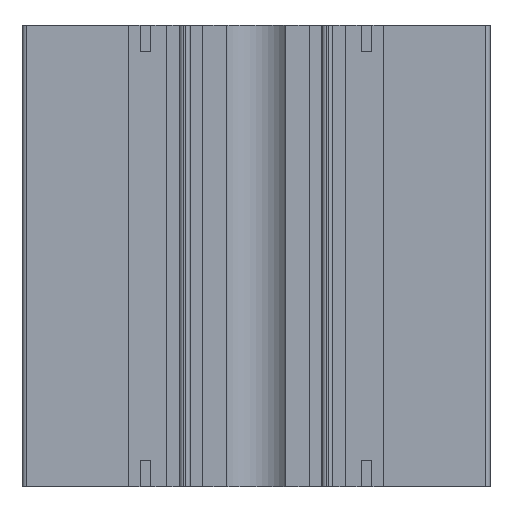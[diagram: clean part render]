
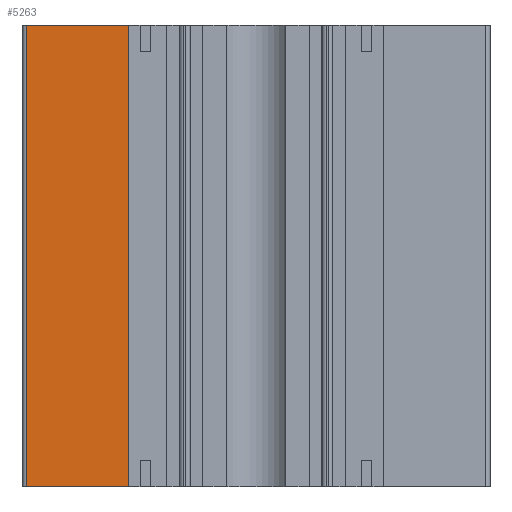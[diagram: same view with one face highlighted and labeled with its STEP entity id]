
A CAD part, front view. The second image highlights one B-rep face of the part: STEP entity #5263.
In plain terms, the highlighted planar face has unit normal (0, -1, 0).
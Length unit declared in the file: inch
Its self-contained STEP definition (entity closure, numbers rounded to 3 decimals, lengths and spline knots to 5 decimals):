
#358=DIRECTION('',(1.,0.,0.));
#359=VECTOR('',#358,0.48);
#360=CARTESIAN_POINT('',(-1.08,-0.79,-1.085));
#361=LINE('',#360,#359);
#1475=DIRECTION('',(1.,0.,0.));
#1476=VECTOR('',#1475,0.48);
#1477=CARTESIAN_POINT('',(-1.08,-0.79,1.085));
#1478=LINE('',#1477,#1476);
#2066=DIRECTION('',(0.,0.,1.));
#2067=VECTOR('',#2066,2.17);
#2068=CARTESIAN_POINT('',(-1.08,-0.79,-1.085));
#2069=LINE('',#2068,#2067);
#2070=DIRECTION('',(0.,0.,1.));
#2071=VECTOR('',#2070,2.17);
#2072=CARTESIAN_POINT('',(-0.6,-0.79,-1.085));
#2073=LINE('',#2072,#2071);
#2821=CARTESIAN_POINT('',(-0.6,-0.79,-1.085));
#2823=VERTEX_POINT('',#2821);
#2825=CARTESIAN_POINT('',(-0.6,-0.79,1.085));
#2827=VERTEX_POINT('',#2825);
#2965=CARTESIAN_POINT('',(-1.08,-0.79,1.085));
#2967=VERTEX_POINT('',#2965);
#2968=CARTESIAN_POINT('',(-1.08,-0.79,-1.085));
#2969=VERTEX_POINT('',#2968);
#5251=CARTESIAN_POINT('',(-0.6,-0.79,-1.085));
#5252=DIRECTION('',(0.,1.,0.));
#5253=DIRECTION('',(-1.,0.,0.));
#5254=AXIS2_PLACEMENT_3D('',#5251,#5252,#5253);
#5255=PLANE('',#5254);
#5256=ORIENTED_EDGE('',*,*,#5244,.T.);
#5257=ORIENTED_EDGE('',*,*,#4477,.T.);
#5259=ORIENTED_EDGE('',*,*,#5258,.F.);
#5260=ORIENTED_EDGE('',*,*,#3863,.F.);
#5261=EDGE_LOOP('',(#5256,#5257,#5259,#5260));
#5262=FACE_OUTER_BOUND('',#5261,.F.);
#3863=EDGE_CURVE('',#2969,#2823,#361,.T.);
#4477=EDGE_CURVE('',#2967,#2827,#1478,.T.);
#5244=EDGE_CURVE('',#2969,#2967,#2069,.T.);
#5258=EDGE_CURVE('',#2823,#2827,#2073,.T.);
#5263=ADVANCED_FACE('',(#5262),#5255,.F.);
